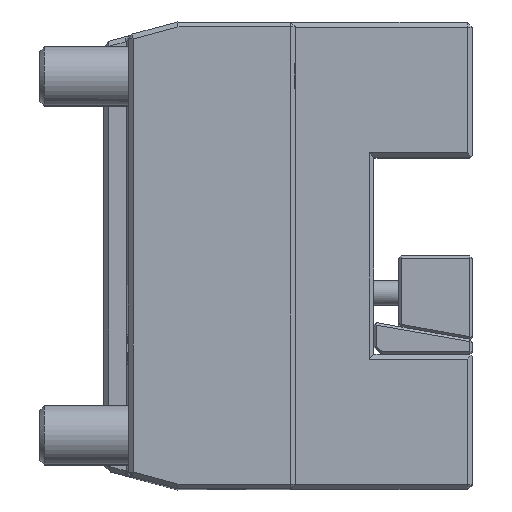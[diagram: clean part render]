
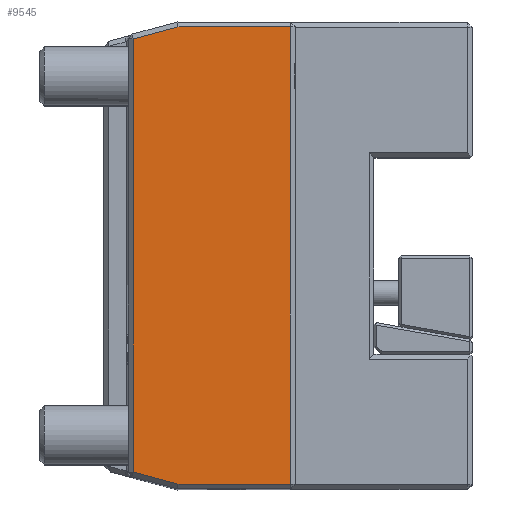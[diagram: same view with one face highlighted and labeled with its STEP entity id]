
A CAD part, top view. The second image highlights one B-rep face of the part: STEP entity #9545.
In plain terms, the highlighted planar face has unit normal (0, 0, 1).
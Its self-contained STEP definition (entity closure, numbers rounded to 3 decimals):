
#73 = CARTESIAN_POINT ( 'NONE',  ( 1., -44.053, 50. ) ) ;
#271 = LINE ( 'NONE', #7279, #3580 ) ;
#365 = EDGE_CURVE ( 'NONE', #10689, #8287, #6786, .T. ) ;
#415 = VERTEX_POINT ( 'NONE', #7769 ) ;
#595 = VECTOR ( 'NONE', #1937, 1000. ) ;
#666 = ORIENTED_EDGE ( 'NONE', *, *, #365, .F. ) ;
#794 = EDGE_CURVE ( 'NONE', #415, #10689, #10427, .T. ) ;
#1099 = ORIENTED_EDGE ( 'NONE', *, *, #8642, .T. ) ;
#1202 = CARTESIAN_POINT ( 'NONE',  ( 1., 44.053, 50. ) ) ;
#1420 = FACE_OUTER_BOUND ( 'NONE', #1916, .T. ) ;
#1805 = ORIENTED_EDGE ( 'NONE', *, *, #794, .F. ) ;
#1916 = EDGE_LOOP ( 'NONE', ( #666, #1805, #6861, #5308, #9968, #1099 ) ) ;
#1937 = DIRECTION ( 'NONE',  ( 0.966, -0.259, 0. ) ) ;
#2114 = VERTEX_POINT ( 'NONE', #5893 ) ;
#2430 = DIRECTION ( 'NONE',  ( 0., 1., 0. ) ) ;
#2497 = CARTESIAN_POINT ( 'NONE',  ( 1., -44.053, 50. ) ) ;
#2948 = DIRECTION ( 'NONE',  ( -1., 0., 0. ) ) ;
#3358 = CARTESIAN_POINT ( 'NONE',  ( 33., 46.5, 50. ) ) ;
#3580 = VECTOR ( 'NONE', #2948, 1000. ) ;
#4026 = PLANE ( 'NONE',  #6001 ) ;
#4090 = DIRECTION ( 'NONE',  ( 0., 1., 0. ) ) ;
#4140 = DIRECTION ( 'NONE',  ( 0.966, 0.259, 0. ) ) ;
#4596 = VECTOR ( 'NONE', #4140, 1000. ) ;
#4602 = LINE ( 'NONE', #73, #595 ) ;
#5308 = ORIENTED_EDGE ( 'NONE', *, *, #10263, .F. ) ;
#5733 = CARTESIAN_POINT ( 'NONE',  ( 33., -46.5, 50. ) ) ;
#5893 = CARTESIAN_POINT ( 'NONE',  ( 10.132, -46.5, 50. ) ) ;
#5963 = CARTESIAN_POINT ( 'NONE',  ( 33., 46.5, 50. ) ) ;
#6001 = AXIS2_PLACEMENT_3D ( 'NONE', #8468, #6742, #4090 ) ;
#6176 = EDGE_CURVE ( 'NONE', #8385, #10318, #8498, .T. ) ;
#6653 = EDGE_CURVE ( 'NONE', #415, #2114, #4602, .T. ) ;
#6742 = DIRECTION ( 'NONE',  ( 0., 0., -1. ) ) ;
#6786 = LINE ( 'NONE', #7889, #4596 ) ;
#6861 = ORIENTED_EDGE ( 'NONE', *, *, #6653, .T. ) ;
#6877 = VECTOR ( 'NONE', #8215, 1000. ) ;
#7279 = CARTESIAN_POINT ( 'NONE',  ( 33., 46.5, 50. ) ) ;
#7769 = CARTESIAN_POINT ( 'NONE',  ( 1., -44.053, 50. ) ) ;
#7889 = CARTESIAN_POINT ( 'NONE',  ( 1., 44.053, 50. ) ) ;
#8215 = DIRECTION ( 'NONE',  ( -1., 0., 0. ) ) ;
#8287 = VERTEX_POINT ( 'NONE', #9433 ) ;
#8385 = VERTEX_POINT ( 'NONE', #5963 ) ;
#8388 = CARTESIAN_POINT ( 'NONE',  ( 33., -46.5, 50. ) ) ;
#8459 = VECTOR ( 'NONE', #2430, 1000. ) ;
#8468 = CARTESIAN_POINT ( 'NONE',  ( 1., 0., 50. ) ) ;
#8498 = LINE ( 'NONE', #3358, #9310 ) ;
#8642 = EDGE_CURVE ( 'NONE', #8385, #8287, #271, .T. ) ;
#9255 = DIRECTION ( 'NONE',  ( 0., -1., 0. ) ) ;
#9310 = VECTOR ( 'NONE', #9255, 1000. ) ;
#9433 = CARTESIAN_POINT ( 'NONE',  ( 10.132, 46.5, 50. ) ) ;
#9545 = ADVANCED_FACE ( 'NONE', ( #1420 ), #4026, .F. ) ;
#9966 = LINE ( 'NONE', #5733, #6877 ) ;
#9968 = ORIENTED_EDGE ( 'NONE', *, *, #6176, .F. ) ;
#10263 = EDGE_CURVE ( 'NONE', #10318, #2114, #9966, .T. ) ;
#10318 = VERTEX_POINT ( 'NONE', #8388 ) ;
#10427 = LINE ( 'NONE', #2497, #8459 ) ;
#10689 = VERTEX_POINT ( 'NONE', #1202 ) ;
